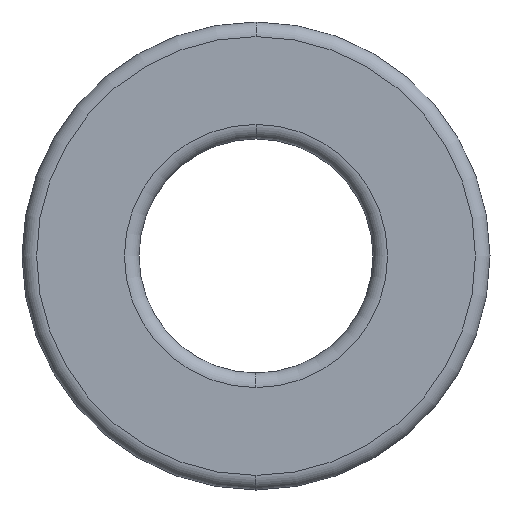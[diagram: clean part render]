
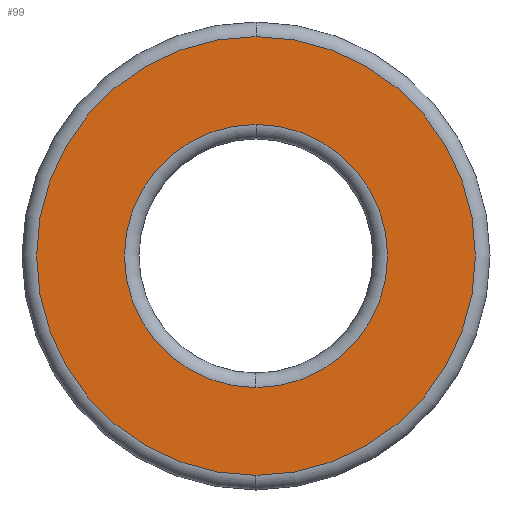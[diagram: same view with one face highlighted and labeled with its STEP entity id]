
A CAD part, left-side view. The second image highlights one B-rep face of the part: STEP entity #99.
In plain terms, the highlighted planar face has unit normal (-1, 0, 0).
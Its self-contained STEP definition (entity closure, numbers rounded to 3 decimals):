
#99 = ADVANCED_FACE( '', ( #155, #156 ), #157, .T. );
#155 = FACE_BOUND( '', #213, .T. );
#156 = FACE_OUTER_BOUND( '', #214, .T. );
#157 = PLANE( '', #215 );
#213 = EDGE_LOOP( '', ( #407, #408, #409 ) );
#214 = EDGE_LOOP( '', ( #410, #411, #412 ) );
#215 = AXIS2_PLACEMENT_3D( '', #413, #414, #415 );
#407 = ORIENTED_EDGE( '', *, *, #426, .F. );
#408 = ORIENTED_EDGE( '', *, *, #425, .F. );
#409 = ORIENTED_EDGE( '', *, *, #487, .F. );
#410 = ORIENTED_EDGE( '', *, *, #434, .T. );
#411 = ORIENTED_EDGE( '', *, *, #486, .T. );
#412 = ORIENTED_EDGE( '', *, *, #435, .T. );
#413 = CARTESIAN_POINT( '', ( 0., 6., 0. ) );
#414 = DIRECTION( '', ( -1., 0., 0. ) );
#415 = DIRECTION( '', ( 0., 1., 0. ) );
#425 = EDGE_CURVE( '', #488, #491, #492, .T. );
#426 = EDGE_CURVE( '', #491, #493, #494, .T. );
#434 = EDGE_CURVE( '', #509, #507, #510, .T. );
#435 = EDGE_CURVE( '', #501, #509, #511, .T. );
#486 = EDGE_CURVE( '', #507, #501, #594, .T. );
#487 = EDGE_CURVE( '', #493, #488, #595, .T. );
#488 = VERTEX_POINT( '', #596 );
#491 = VERTEX_POINT( '', #599 );
#492 = CIRCLE( '', #600, 4.5 );
#493 = VERTEX_POINT( '', #601 );
#494 = CIRCLE( '', #602, 4.5 );
#501 = VERTEX_POINT( '', #609 );
#507 = VERTEX_POINT( '', #615 );
#509 = VERTEX_POINT( '', #617 );
#510 = CIRCLE( '', #618, 7.5 );
#511 = CIRCLE( '', #619, 7.5 );
#594 = CIRCLE( '', #714, 7.5 );
#595 = CIRCLE( '', #715, 4.5 );
#596 = CARTESIAN_POINT( '', ( 0., 0., 4.5 ) );
#599 = CARTESIAN_POINT( '', ( 0., 4.5, 0. ) );
#600 = AXIS2_PLACEMENT_3D( '', #719, #720, #721 );
#601 = CARTESIAN_POINT( '', ( 0., 0., -4.5 ) );
#602 = AXIS2_PLACEMENT_3D( '', #722, #723, #724 );
#609 = CARTESIAN_POINT( '', ( 0., 0., 7.5 ) );
#615 = CARTESIAN_POINT( '', ( 0., 0., -7.5 ) );
#617 = CARTESIAN_POINT( '', ( 0., 7.5, 0. ) );
#618 = AXIS2_PLACEMENT_3D( '', #746, #747, #748 );
#619 = AXIS2_PLACEMENT_3D( '', #749, #750, #751 );
#714 = AXIS2_PLACEMENT_3D( '', #878, #879, #880 );
#715 = AXIS2_PLACEMENT_3D( '', #881, #882, #883 );
#719 = CARTESIAN_POINT( '', ( 0., 0., 0. ) );
#720 = DIRECTION( '', ( -1., 0., 0. ) );
#721 = DIRECTION( '', ( 0., 1., 0. ) );
#722 = CARTESIAN_POINT( '', ( 0., 0., 0. ) );
#723 = DIRECTION( '', ( -1., 0., 0. ) );
#724 = DIRECTION( '', ( 0., 1., 0. ) );
#746 = CARTESIAN_POINT( '', ( 0., 0., 0. ) );
#747 = DIRECTION( '', ( -1., 0., 0. ) );
#748 = DIRECTION( '', ( 0., 1., 0. ) );
#749 = CARTESIAN_POINT( '', ( 0., 0., 0. ) );
#750 = DIRECTION( '', ( -1., 0., 0. ) );
#751 = DIRECTION( '', ( 0., 1., 0. ) );
#878 = CARTESIAN_POINT( '', ( 0., 0., 0. ) );
#879 = DIRECTION( '', ( -1., 0., 0. ) );
#880 = DIRECTION( '', ( 0., 1., 0. ) );
#881 = CARTESIAN_POINT( '', ( 0., 0., 0. ) );
#882 = DIRECTION( '', ( -1., 0., 0. ) );
#883 = DIRECTION( '', ( 0., 1., 0. ) );
